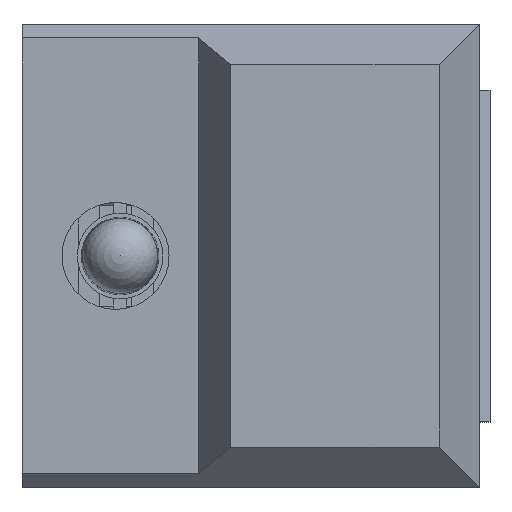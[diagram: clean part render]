
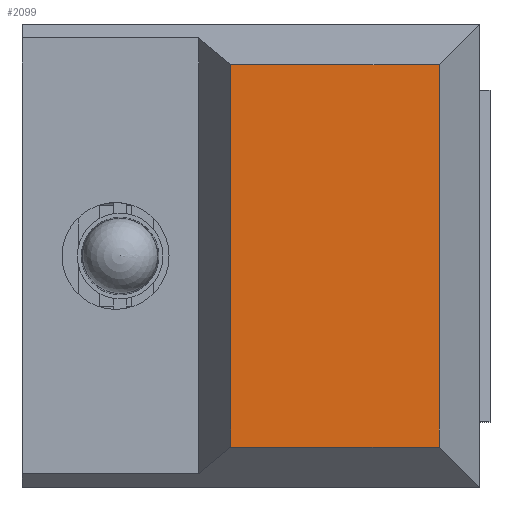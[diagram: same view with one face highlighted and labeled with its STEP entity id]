
A CAD part, top view. The second image highlights one B-rep face of the part: STEP entity #2099.
In plain terms, the highlighted planar face has unit normal (0, 0, 1).
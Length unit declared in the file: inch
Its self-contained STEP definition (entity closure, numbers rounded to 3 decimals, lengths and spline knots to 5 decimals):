
#1930=CARTESIAN_POINT('',(0.26969,-0.2815,0.5315));
#1931=VERTEX_POINT('',#1930);
#1938=CARTESIAN_POINT('',(-0.0374,-0.2815,0.5315));
#1939=VERTEX_POINT('',#1938);
#1940=CARTESIAN_POINT('',(0.26969,-0.2815,0.5315));
#1941=DIRECTION('',(-1.0,0.0,0.0));
#1942=VECTOR('',#1941,0.30709);
#1943=LINE('',#1940,#1942);
#1944=EDGE_CURVE('',#1931,#1939,#1943,.T.);
#2059=CARTESIAN_POINT('',(0.26969,0.2815,0.5315));
#2060=VERTEX_POINT('',#2059);
#2067=CARTESIAN_POINT('',(0.26969,0.2815,0.5315));
#2068=DIRECTION('',(0.0,-1.0,0.0));
#2069=VECTOR('',#2068,0.56299);
#2070=LINE('',#2067,#2069);
#2071=EDGE_CURVE('',#2060,#1931,#2070,.T.);
#2076=CARTESIAN_POINT('',(0.28504,-0.30965,0.5315));
#2077=DIRECTION('',(0.0,0.0,1.0));
#2078=DIRECTION('',(1.0,0.0,0.0));
#2079=AXIS2_PLACEMENT_3D('',#2076,#2077,#2078);
#2080=PLANE('',#2079);
#2081=ORIENTED_EDGE('',*,*,#1944,.F.);
#2082=ORIENTED_EDGE('',*,*,#2071,.F.);
#2083=CARTESIAN_POINT('',(-0.0374,0.2815,0.5315));
#2084=VERTEX_POINT('',#2083);
#2085=CARTESIAN_POINT('',(-0.0374,0.2815,0.5315));
#2086=DIRECTION('',(1.0,0.0,0.0));
#2087=VECTOR('',#2086,0.30709);
#2088=LINE('',#2085,#2087);
#2089=EDGE_CURVE('',#2084,#2060,#2088,.T.);
#2090=ORIENTED_EDGE('',*,*,#2089,.F.);
#2091=CARTESIAN_POINT('',(-0.0374,-0.2815,0.5315));
#2092=DIRECTION('',(0.0,1.0,0.0));
#2093=VECTOR('',#2092,0.56299);
#2094=LINE('',#2091,#2093);
#2095=EDGE_CURVE('',#1939,#2084,#2094,.T.);
#2096=ORIENTED_EDGE('',*,*,#2095,.F.);
#2097=EDGE_LOOP('',(#2081,#2082,#2090,#2096));
#2098=FACE_OUTER_BOUND('',#2097,.T.);
#2099=ADVANCED_FACE('',(#2098),#2080,.T.);
